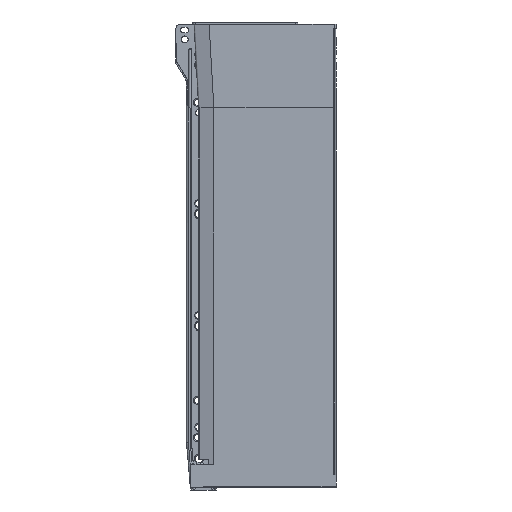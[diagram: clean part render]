
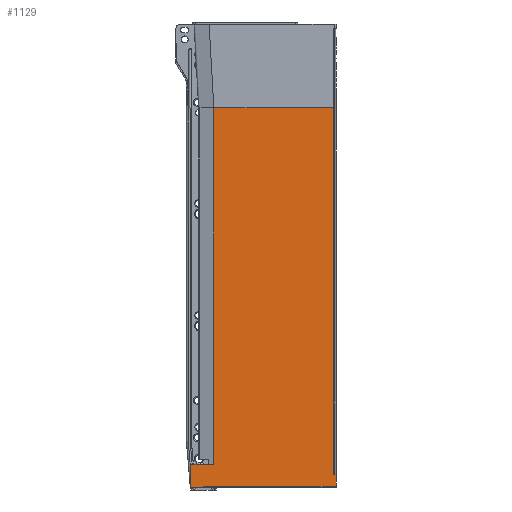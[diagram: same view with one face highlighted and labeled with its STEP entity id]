
A CAD part, left-side view. The second image highlights one B-rep face of the part: STEP entity #1129.
In plain terms, the highlighted planar face has unit normal (-1, 0, 0).
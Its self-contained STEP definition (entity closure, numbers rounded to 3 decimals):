
#263 = ORIENTED_EDGE ( 'NONE', *, *, #6222, .T. ) ;
#687 = LINE ( 'NONE', #6386, #3820 ) ;
#689 = CARTESIAN_POINT ( 'NONE',  ( -14.887, -0.837, -387. ) ) ;
#695 = CARTESIAN_POINT ( 'NONE',  ( -14.887, -0.837, -72. ) ) ;
#893 = LINE ( 'NONE', #4924, #5951 ) ;
#1129 = ADVANCED_FACE ( 'NONE', ( #3859 ), #4441, .T. ) ;
#1234 = CARTESIAN_POINT ( 'NONE',  ( -14.887, 111.5, -398. ) ) ;
#1264 = VECTOR ( 'NONE', #6054, 1000. ) ;
#1432 = CARTESIAN_POINT ( 'NONE',  ( -14.887, 102.9, -398. ) ) ;
#1485 = CARTESIAN_POINT ( 'NONE',  ( -14.887, -2.091, -387. ) ) ;
#1515 = VECTOR ( 'NONE', #3683, 1000. ) ;
#1611 = LINE ( 'NONE', #5587, #3477 ) ;
#1816 = CARTESIAN_POINT ( 'NONE',  ( -14.887, 111.5, -398. ) ) ;
#1883 = VERTEX_POINT ( 'NONE', #3519 ) ;
#1884 = CARTESIAN_POINT ( 'NONE',  ( -14.887, 111.5, -396.9 ) ) ;
#1932 = VERTEX_POINT ( 'NONE', #1884 ) ;
#2083 = ORIENTED_EDGE ( 'NONE', *, *, #8693, .F. ) ;
#2109 = EDGE_CURVE ( 'NONE', #5888, #3543, #1611, .T. ) ;
#2137 = ORIENTED_EDGE ( 'NONE', *, *, #7610, .T. ) ;
#2221 = LINE ( 'NONE', #6211, #1264 ) ;
#2404 = DIRECTION ( 'NONE',  ( 0., 0., 1. ) ) ;
#2511 = CARTESIAN_POINT ( 'NONE',  ( -14.887, 122.645, -378. ) ) ;
#2704 = EDGE_CURVE ( 'NONE', #3543, #1932, #3574, .T. ) ;
#2780 = VERTEX_POINT ( 'NONE', #695 ) ;
#2888 = ORIENTED_EDGE ( 'NONE', *, *, #2109, .F. ) ;
#2967 = VERTEX_POINT ( 'NONE', #5760 ) ;
#3409 = ORIENTED_EDGE ( 'NONE', *, *, #2704, .F. ) ;
#3442 = DIRECTION ( 'NONE',  ( 0., 0., 1. ) ) ;
#3477 = VECTOR ( 'NONE', #8095, 1000. ) ;
#3519 = CARTESIAN_POINT ( 'NONE',  ( -14.887, 122.645, -398. ) ) ;
#3543 = VERTEX_POINT ( 'NONE', #6821 ) ;
#3574 = LINE ( 'NONE', #5206, #1515 ) ;
#3683 = DIRECTION ( 'NONE',  ( 0., 1., 0. ) ) ;
#3788 = ORIENTED_EDGE ( 'NONE', *, *, #8046, .T. ) ;
#3820 = VECTOR ( 'NONE', #6243, 1000. ) ;
#3859 = FACE_OUTER_BOUND ( 'NONE', #5472, .T. ) ;
#3964 = VECTOR ( 'NONE', #3442, 1000. ) ;
#3985 = AXIS2_PLACEMENT_3D ( 'NONE', #9467, #7052, #9419 ) ;
#4441 = PLANE ( 'NONE',  #3985 ) ;
#4924 = CARTESIAN_POINT ( 'NONE',  ( -14.887, 102.9, -378. ) ) ;
#5206 = CARTESIAN_POINT ( 'NONE',  ( -14.887, -2.091, -396.9 ) ) ;
#5273 = CARTESIAN_POINT ( 'NONE',  ( -14.887, 122.645, -378. ) ) ;
#5418 = DIRECTION ( 'NONE',  ( 0., -1., 0. ) ) ;
#5472 = EDGE_LOOP ( 'NONE', ( #3409, #2888, #3788, #263, #7578, #5629, #2083, #2137, #6094, #5685 ) ) ;
#5587 = CARTESIAN_POINT ( 'NONE',  ( -14.887, -2.091, -398. ) ) ;
#5629 = ORIENTED_EDGE ( 'NONE', *, *, #8530, .F. ) ;
#5685 = ORIENTED_EDGE ( 'NONE', *, *, #7495, .F. ) ;
#5760 = CARTESIAN_POINT ( 'NONE',  ( -14.887, 102.9, -378. ) ) ;
#5836 = VERTEX_POINT ( 'NONE', #8455 ) ;
#5888 = VERTEX_POINT ( 'NONE', #1485 ) ;
#5951 = VECTOR ( 'NONE', #6488, 1000. ) ;
#6054 = DIRECTION ( 'NONE',  ( 0., 1., 0. ) ) ;
#6094 = ORIENTED_EDGE ( 'NONE', *, *, #8068, .T. ) ;
#6211 = CARTESIAN_POINT ( 'NONE',  ( -14.887, -378., -387. ) ) ;
#6222 = EDGE_CURVE ( 'NONE', #8628, #2780, #7409, .T. ) ;
#6243 = DIRECTION ( 'NONE',  ( 0., 1., 0. ) ) ;
#6386 = CARTESIAN_POINT ( 'NONE',  ( -14.887, -0.837, -72. ) ) ;
#6434 = DIRECTION ( 'NONE',  ( 0., 0., -1. ) ) ;
#6488 = DIRECTION ( 'NONE',  ( 0., -1., 0. ) ) ;
#6489 = VECTOR ( 'NONE', #6434, 1000. ) ;
#6739 = CARTESIAN_POINT ( 'NONE',  ( -14.887, -0.837, -398. ) ) ;
#6821 = CARTESIAN_POINT ( 'NONE',  ( -14.887, -2.091, -396.9 ) ) ;
#6992 = VECTOR ( 'NONE', #8618, 1000. ) ;
#7052 = DIRECTION ( 'NONE',  ( -1., 0., 0. ) ) ;
#7339 = EDGE_CURVE ( 'NONE', #2780, #5836, #687, .T. ) ;
#7409 = LINE ( 'NONE', #6739, #3964 ) ;
#7467 = VERTEX_POINT ( 'NONE', #2511 ) ;
#7495 = EDGE_CURVE ( 'NONE', #1932, #10235, #9633, .T. ) ;
#7578 = ORIENTED_EDGE ( 'NONE', *, *, #7339, .T. ) ;
#7610 = EDGE_CURVE ( 'NONE', #7467, #1883, #10202, .T. ) ;
#8046 = EDGE_CURVE ( 'NONE', #5888, #8628, #2221, .T. ) ;
#8068 = EDGE_CURVE ( 'NONE', #1883, #10235, #8454, .T. ) ;
#8095 = DIRECTION ( 'NONE',  ( 0., 0., -1. ) ) ;
#8454 = LINE ( 'NONE', #1432, #8458 ) ;
#8455 = CARTESIAN_POINT ( 'NONE',  ( -14.887, 102.9, -72. ) ) ;
#8458 = VECTOR ( 'NONE', #5418, 1000. ) ;
#8530 = EDGE_CURVE ( 'NONE', #2967, #5836, #9587, .T. ) ;
#8618 = DIRECTION ( 'NONE',  ( 0., 0., -1. ) ) ;
#8628 = VERTEX_POINT ( 'NONE', #689 ) ;
#8649 = CARTESIAN_POINT ( 'NONE',  ( -14.887, 102.9, -398. ) ) ;
#8693 = EDGE_CURVE ( 'NONE', #7467, #2967, #893, .T. ) ;
#9132 = VECTOR ( 'NONE', #2404, 1000. ) ;
#9419 = DIRECTION ( 'NONE',  ( 0., 0., -1. ) ) ;
#9467 = CARTESIAN_POINT ( 'NONE',  ( -14.887, -0.837, -398. ) ) ;
#9587 = LINE ( 'NONE', #8649, #9132 ) ;
#9633 = LINE ( 'NONE', #1234, #6489 ) ;
#10202 = LINE ( 'NONE', #5273, #6992 ) ;
#10235 = VERTEX_POINT ( 'NONE', #1816 ) ;
